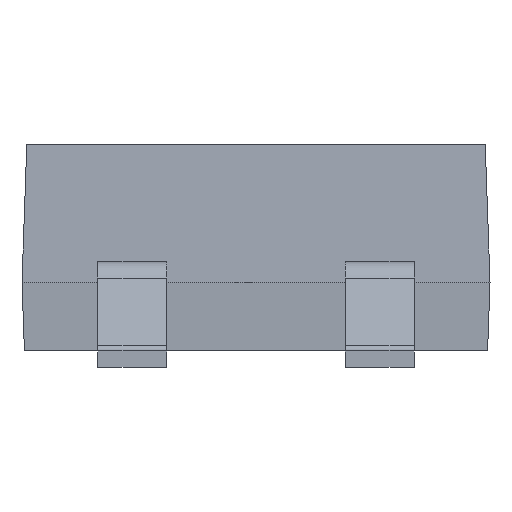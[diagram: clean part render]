
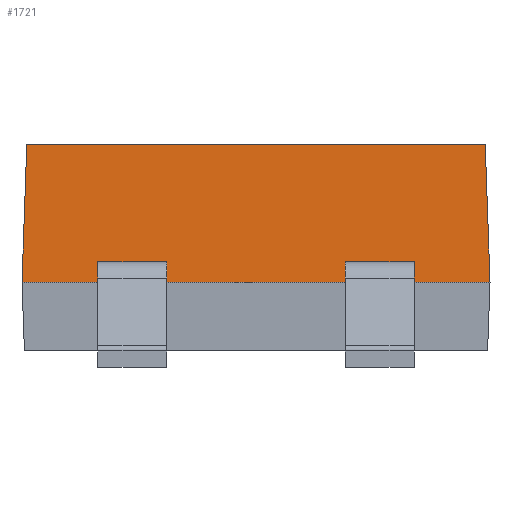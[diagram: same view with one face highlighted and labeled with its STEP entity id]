
A CAD part, front view. The second image highlights one B-rep face of the part: STEP entity #1721.
In plain terms, the highlighted planar face has unit normal (0, -0.999, 0.035).
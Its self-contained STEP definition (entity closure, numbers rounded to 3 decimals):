
#117=ORIENTED_EDGE('',*,*,#591,.F.);
#118=ORIENTED_EDGE('',*,*,#601,.F.);
#119=ORIENTED_EDGE('',*,*,#595,.F.);
#120=ORIENTED_EDGE('',*,*,#599,.F.);
#121=ORIENTED_EDGE('',*,*,#603,.T.);
#122=ORIENTED_EDGE('',*,*,#604,.F.);
#123=ORIENTED_EDGE('',*,*,#605,.F.);
#124=ORIENTED_EDGE('',*,*,#606,.T.);
#125=ORIENTED_EDGE('',*,*,#579,.F.);
#126=ORIENTED_EDGE('',*,*,#589,.F.);
#127=ORIENTED_EDGE('',*,*,#583,.F.);
#128=ORIENTED_EDGE('',*,*,#587,.F.);
#579=EDGE_CURVE('',#826,#827,#989,.F.);
#583=EDGE_CURVE('',#830,#831,#993,.F.);
#587=EDGE_CURVE('',#827,#830,#997,.F.);
#589=EDGE_CURVE('',#831,#826,#999,.F.);
#591=EDGE_CURVE('',#834,#835,#1001,.F.);
#595=EDGE_CURVE('',#838,#839,#1005,.F.);
#599=EDGE_CURVE('',#835,#838,#1009,.F.);
#601=EDGE_CURVE('',#839,#834,#1011,.F.);
#603=EDGE_CURVE('',#842,#843,#1013,.F.);
#604=EDGE_CURVE('',#844,#843,#1014,.T.);
#605=EDGE_CURVE('',#845,#844,#1015,.F.);
#606=EDGE_CURVE('',#845,#842,#1016,.T.);
#826=VERTEX_POINT('',#2486);
#827=VERTEX_POINT('',#2487);
#830=VERTEX_POINT('',#2495);
#831=VERTEX_POINT('',#2496);
#834=VERTEX_POINT('',#2510);
#835=VERTEX_POINT('',#2511);
#838=VERTEX_POINT('',#2519);
#839=VERTEX_POINT('',#2520);
#842=VERTEX_POINT('',#2534);
#843=VERTEX_POINT('',#2535);
#844=VERTEX_POINT('',#2537);
#845=VERTEX_POINT('',#2539);
#989=LINE('',#2485,#1204);
#993=LINE('',#2494,#1208);
#997=LINE('',#2503,#1212);
#999=LINE('',#2506,#1214);
#1001=LINE('',#2509,#1216);
#1005=LINE('',#2518,#1220);
#1009=LINE('',#2527,#1224);
#1011=LINE('',#2530,#1226);
#1013=LINE('',#2533,#1228);
#1014=LINE('',#2536,#1229);
#1015=LINE('',#2538,#1230);
#1016=LINE('',#2540,#1231);
#1204=VECTOR('',#2004,1000.);
#1208=VECTOR('',#2010,1000.);
#1212=VECTOR('',#2016,1000.);
#1214=VECTOR('',#2020,1000.);
#1216=VECTOR('',#2024,1000.);
#1220=VECTOR('',#2030,1000.);
#1224=VECTOR('',#2036,1000.);
#1226=VECTOR('',#2040,1000.);
#1228=VECTOR('',#2044,1000.);
#1229=VECTOR('',#2045,1000.);
#1230=VECTOR('',#2046,1000.);
#1231=VECTOR('',#2047,1000.);
#1427=EDGE_LOOP('',(#117,#118,#119,#120));
#1428=EDGE_LOOP('',(#121,#122,#123,#124));
#1429=EDGE_LOOP('',(#125,#126,#127,#128));
#1533=FACE_BOUND('',#1427,.T.);
#1534=FACE_BOUND('',#1428,.T.);
#1535=FACE_BOUND('',#1429,.T.);
#1639=PLANE('',#1875);
#1721=ADVANCED_FACE('',(#1533,#1534,#1535),#1639,.T.);
#1875=AXIS2_PLACEMENT_3D('',#2532,#2042,#2043);
#2004=DIRECTION('',(0.,0.035,0.999));
#2010=DIRECTION('',(0.,-0.035,-0.999));
#2016=DIRECTION('',(-1.,0.,0.));
#2020=DIRECTION('',(1.,0.,0.));
#2024=DIRECTION('',(-1.,0.,0.));
#2030=DIRECTION('',(1.,0.,0.));
#2036=DIRECTION('',(0.,-0.035,-0.999));
#2040=DIRECTION('',(0.,0.035,0.999));
#2042=DIRECTION('',(0.,-0.999,0.035));
#2043=DIRECTION('',(0.,-0.035,-0.999));
#2044=DIRECTION('',(-1.,0.,0.));
#2045=DIRECTION('',(0.035,-0.035,-0.999));
#2046=DIRECTION('',(-1.,0.,0.));
#2047=DIRECTION('',(-0.035,-0.035,-0.999));
#2485=CARTESIAN_POINT('',(0.65,-1.35,0.62));
#2486=CARTESIAN_POINT('',(0.65,-1.345,0.77));
#2487=CARTESIAN_POINT('',(0.65,-1.349,0.65));
#2494=CARTESIAN_POINT('',(1.15,-1.35,0.62));
#2495=CARTESIAN_POINT('',(1.15,-1.349,0.65));
#2496=CARTESIAN_POINT('',(1.15,-1.345,0.77));
#2503=CARTESIAN_POINT('',(0.,-1.349,0.65));
#2506=CARTESIAN_POINT('',(0.,-1.345,0.77));
#2509=CARTESIAN_POINT('',(0.,-1.349,0.65));
#2510=CARTESIAN_POINT('',(-1.15,-1.349,0.65));
#2511=CARTESIAN_POINT('',(-0.65,-1.349,0.65));
#2518=CARTESIAN_POINT('',(0.,-1.345,0.77));
#2519=CARTESIAN_POINT('',(-0.65,-1.345,0.77));
#2520=CARTESIAN_POINT('',(-1.15,-1.345,0.77));
#2527=CARTESIAN_POINT('',(-0.65,-1.35,0.62));
#2530=CARTESIAN_POINT('',(-1.15,-1.35,0.62));
#2532=CARTESIAN_POINT('',(0.,-1.35,0.62));
#2533=CARTESIAN_POINT('',(0.,-1.35,0.62));
#2534=CARTESIAN_POINT('',(-1.7,-1.35,0.62));
#2535=CARTESIAN_POINT('',(1.7,-1.35,0.62));
#2536=CARTESIAN_POINT('',(1.698,-1.348,0.667));
#2537=CARTESIAN_POINT('',(1.665,-1.315,1.62));
#2538=CARTESIAN_POINT('',(0.,-1.315,1.62));
#2539=CARTESIAN_POINT('',(-1.665,-1.315,1.62));
#2540=CARTESIAN_POINT('',(-1.698,-1.348,0.679));
